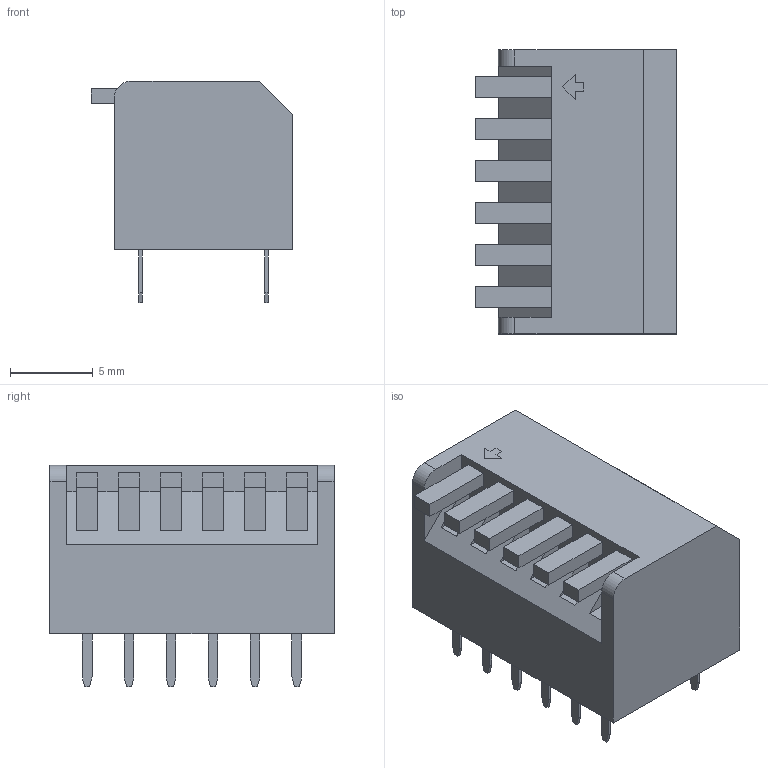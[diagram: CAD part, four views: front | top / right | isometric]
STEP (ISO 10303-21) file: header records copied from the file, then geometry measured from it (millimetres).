
FILE_DESCRIPTION(/* description */ ('model of SW_DIP_x6_W7.62mm_Piano'),/* implementation_level */ '2;1');
FILE_NAME(/* name */ 'SW_DIP_x6_W7.62mm_Piano.step',/* time_stamp */ '2017-11-30T07:58:10',/* author */ ('Terje Io','https://github.com/terjeio'),/* organization */ ('FreeCAD'),/* preprocessor_version */ 'OCC',/* originating_system */ 'kicad StepUp',/* authorisation */ '');
FILE_SCHEMA(('AUTOMOTIVE_DESIGN_CC2 { 1 2 10303 214 -1 1 5 4 }'));
Length unit declared in the file: millimetre
Products named in the file (1): SW_DIP_x6_W762mm_Piano
Bounding box: 12.2 x 17.19 x 13.4 mm (x, y, z)
Volume: 1716.4 mm3; surface area: 1137.1 mm2
Topology: 1 solids, 1 shells, 152 faces, 406 edges, 269 vertices
Faces by surface type: plane 150, cylinder 2
Entity records: 3118 total; most frequent: ORIENTED_EDGE 635, EDGE_CURVE 406, CARTESIAN_POINT 405, LINE 372, VERTEX_POINT 269, FACE_BOUND 165, EDGE_LOOP 165, ADVANCED_FACE 152
